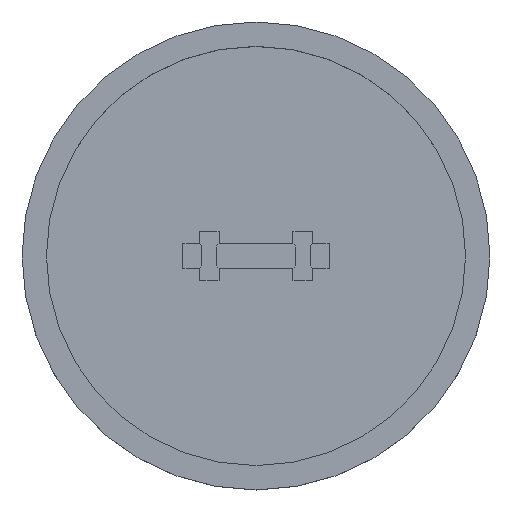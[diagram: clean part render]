
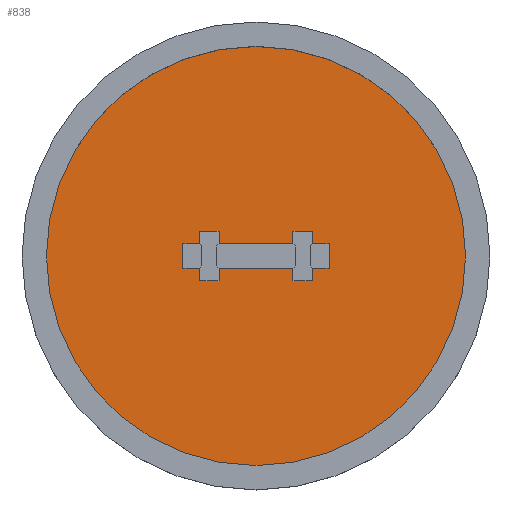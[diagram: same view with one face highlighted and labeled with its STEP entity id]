
A CAD part, top view. The second image highlights one B-rep face of the part: STEP entity #838.
In plain terms, the highlighted planar face has unit normal (0, 0, 1).
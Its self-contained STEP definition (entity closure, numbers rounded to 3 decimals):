
#15=FACE_BOUND('',#365,.T.);
#80=LINE('',#1263,#188);
#83=LINE('',#1268,#191);
#85=LINE('',#1272,#193);
#87=LINE('',#1276,#195);
#89=LINE('',#1280,#197);
#91=LINE('',#1284,#199);
#93=LINE('',#1288,#201);
#95=LINE('',#1292,#203);
#97=LINE('',#1296,#205);
#99=LINE('',#1300,#207);
#101=LINE('',#1304,#209);
#103=LINE('',#1308,#211);
#105=LINE('',#1312,#213);
#107=LINE('',#1316,#215);
#109=LINE('',#1320,#217);
#111=LINE('',#1324,#219);
#113=LINE('',#1328,#221);
#115=LINE('',#1332,#223);
#117=LINE('',#1336,#225);
#119=LINE('',#1340,#227);
#121=LINE('',#1344,#229);
#123=LINE('',#1347,#231);
#188=VECTOR('',#1024,10.);
#191=VECTOR('',#1029,10.);
#193=VECTOR('',#1033,10.);
#195=VECTOR('',#1037,10.);
#197=VECTOR('',#1041,10.);
#199=VECTOR('',#1045,10.);
#201=VECTOR('',#1049,10.);
#203=VECTOR('',#1053,10.);
#205=VECTOR('',#1057,10.);
#207=VECTOR('',#1061,10.);
#209=VECTOR('',#1065,10.);
#211=VECTOR('',#1069,10.);
#213=VECTOR('',#1073,10.);
#215=VECTOR('',#1077,10.);
#217=VECTOR('',#1081,10.);
#219=VECTOR('',#1085,10.);
#221=VECTOR('',#1089,10.);
#223=VECTOR('',#1093,10.);
#225=VECTOR('',#1097,10.);
#227=VECTOR('',#1101,10.);
#229=VECTOR('',#1105,10.);
#231=VECTOR('',#1109,10.);
#275=PLANE('',#902);
#319=FACE_OUTER_BOUND('',#364,.T.);
#364=EDGE_LOOP('',(#766));
#365=EDGE_LOOP('',(#767,#768,#769,#770,#771,#772,#773,#774,#775,#776,#777,
#778,#779,#780,#781,#782,#783,#784,#785,#786,#787,#788));
#374=CIRCLE('',#903,12.766);
#426=VERTEX_POINT('',#1261);
#427=VERTEX_POINT('',#1262);
#428=VERTEX_POINT('',#1267);
#429=VERTEX_POINT('',#1271);
#430=VERTEX_POINT('',#1275);
#431=VERTEX_POINT('',#1279);
#432=VERTEX_POINT('',#1283);
#433=VERTEX_POINT('',#1287);
#434=VERTEX_POINT('',#1291);
#435=VERTEX_POINT('',#1295);
#436=VERTEX_POINT('',#1299);
#437=VERTEX_POINT('',#1303);
#438=VERTEX_POINT('',#1307);
#439=VERTEX_POINT('',#1311);
#440=VERTEX_POINT('',#1315);
#441=VERTEX_POINT('',#1319);
#442=VERTEX_POINT('',#1323);
#443=VERTEX_POINT('',#1327);
#444=VERTEX_POINT('',#1331);
#445=VERTEX_POINT('',#1335);
#446=VERTEX_POINT('',#1339);
#447=VERTEX_POINT('',#1343);
#448=VERTEX_POINT('',#1349);
#518=EDGE_CURVE('',#426,#427,#80,.T.);
#521=EDGE_CURVE('',#428,#426,#83,.T.);
#523=EDGE_CURVE('',#429,#428,#85,.T.);
#525=EDGE_CURVE('',#430,#429,#87,.T.);
#527=EDGE_CURVE('',#431,#430,#89,.T.);
#529=EDGE_CURVE('',#432,#431,#91,.T.);
#531=EDGE_CURVE('',#433,#432,#93,.T.);
#533=EDGE_CURVE('',#434,#433,#95,.T.);
#535=EDGE_CURVE('',#435,#434,#97,.T.);
#537=EDGE_CURVE('',#436,#435,#99,.T.);
#539=EDGE_CURVE('',#437,#436,#101,.T.);
#541=EDGE_CURVE('',#438,#437,#103,.T.);
#543=EDGE_CURVE('',#439,#438,#105,.T.);
#545=EDGE_CURVE('',#440,#439,#107,.T.);
#547=EDGE_CURVE('',#441,#440,#109,.T.);
#549=EDGE_CURVE('',#442,#441,#111,.T.);
#551=EDGE_CURVE('',#443,#442,#113,.T.);
#553=EDGE_CURVE('',#444,#443,#115,.T.);
#555=EDGE_CURVE('',#445,#444,#117,.T.);
#557=EDGE_CURVE('',#446,#445,#119,.T.);
#559=EDGE_CURVE('',#447,#446,#121,.T.);
#561=EDGE_CURVE('',#427,#447,#123,.T.);
#562=EDGE_CURVE('',#448,#448,#374,.T.);
#766=ORIENTED_EDGE('',*,*,#562,.T.);
#767=ORIENTED_EDGE('',*,*,#561,.T.);
#768=ORIENTED_EDGE('',*,*,#559,.T.);
#769=ORIENTED_EDGE('',*,*,#557,.T.);
#770=ORIENTED_EDGE('',*,*,#555,.T.);
#771=ORIENTED_EDGE('',*,*,#553,.T.);
#772=ORIENTED_EDGE('',*,*,#551,.T.);
#773=ORIENTED_EDGE('',*,*,#549,.T.);
#774=ORIENTED_EDGE('',*,*,#547,.T.);
#775=ORIENTED_EDGE('',*,*,#545,.T.);
#776=ORIENTED_EDGE('',*,*,#543,.T.);
#777=ORIENTED_EDGE('',*,*,#541,.T.);
#778=ORIENTED_EDGE('',*,*,#539,.T.);
#779=ORIENTED_EDGE('',*,*,#537,.T.);
#780=ORIENTED_EDGE('',*,*,#535,.T.);
#781=ORIENTED_EDGE('',*,*,#533,.T.);
#782=ORIENTED_EDGE('',*,*,#531,.T.);
#783=ORIENTED_EDGE('',*,*,#529,.T.);
#784=ORIENTED_EDGE('',*,*,#527,.T.);
#785=ORIENTED_EDGE('',*,*,#525,.T.);
#786=ORIENTED_EDGE('',*,*,#523,.T.);
#787=ORIENTED_EDGE('',*,*,#521,.T.);
#788=ORIENTED_EDGE('',*,*,#518,.T.);
#838=ADVANCED_FACE('',(#319,#15),#275,.T.);
#902=AXIS2_PLACEMENT_3D('',#1348,#1110,#1111);
#903=AXIS2_PLACEMENT_3D('',#1350,#1112,#1113);
#1024=DIRECTION('',(1.,0.,0.));
#1029=DIRECTION('',(0.,1.,0.));
#1033=DIRECTION('',(-1.,0.,0.));
#1037=DIRECTION('',(0.,1.,0.));
#1041=DIRECTION('',(-1.,0.,0.));
#1045=DIRECTION('',(-1.,0.,0.));
#1049=DIRECTION('',(0.,-1.,0.));
#1053=DIRECTION('',(-1.,0.,0.));
#1057=DIRECTION('',(0.,1.,0.));
#1061=DIRECTION('',(-1.,0.,0.));
#1065=DIRECTION('',(-1.,0.,0.));
#1069=DIRECTION('',(0.,-1.,0.));
#1073=DIRECTION('',(-1.,0.,0.));
#1077=DIRECTION('',(0.,-1.,0.));
#1081=DIRECTION('',(1.,0.,0.));
#1085=DIRECTION('',(0.,-1.,0.));
#1089=DIRECTION('',(1.,0.,0.));
#1093=DIRECTION('',(0.,1.,0.));
#1097=DIRECTION('',(1.,0.,0.));
#1101=DIRECTION('',(0.,-1.,0.));
#1105=DIRECTION('',(1.,0.,0.));
#1109=DIRECTION('',(0.,1.,0.));
#1110=DIRECTION('center_axis',(0.,0.,1.));
#1111=DIRECTION('ref_axis',(1.,0.,0.));
#1112=DIRECTION('center_axis',(0.,0.,1.));
#1113=DIRECTION('ref_axis',(1.,0.,0.));
#1261=CARTESIAN_POINT('',(-4.45,0.75,1.));
#1262=CARTESIAN_POINT('',(-3.45,0.75,1.));
#1263=CARTESIAN_POINT('',(-1.725,0.75,1.));
#1267=CARTESIAN_POINT('',(-4.45,-0.75,1.));
#1268=CARTESIAN_POINT('',(-4.45,0.375,1.));
#1271=CARTESIAN_POINT('',(-3.45,-0.75,1.));
#1272=CARTESIAN_POINT('',(-2.225,-0.75,1.));
#1275=CARTESIAN_POINT('',(-3.45,-1.5,1.));
#1276=CARTESIAN_POINT('',(-3.45,-0.375,1.));
#1279=CARTESIAN_POINT('',(-2.85,-1.5,1.));
#1280=CARTESIAN_POINT('',(-1.725,-1.5,1.));
#1283=CARTESIAN_POINT('',(-2.25,-1.5,1.));
#1284=CARTESIAN_POINT('',(-1.425,-1.5,1.));
#1287=CARTESIAN_POINT('',(-2.25,-0.75,1.));
#1288=CARTESIAN_POINT('',(-2.25,-0.75,1.));
#1291=CARTESIAN_POINT('',(2.25,-0.75,1.));
#1292=CARTESIAN_POINT('',(-1.125,-0.75,1.));
#1295=CARTESIAN_POINT('',(2.25,-1.5,1.));
#1296=CARTESIAN_POINT('',(2.25,-0.375,1.));
#1299=CARTESIAN_POINT('',(2.85,-1.5,1.));
#1300=CARTESIAN_POINT('',(1.125,-1.5,1.));
#1303=CARTESIAN_POINT('',(3.45,-1.5,1.));
#1304=CARTESIAN_POINT('',(1.425,-1.5,1.));
#1307=CARTESIAN_POINT('',(3.45,-0.75,1.));
#1308=CARTESIAN_POINT('',(3.45,-0.75,1.));
#1311=CARTESIAN_POINT('',(4.45,-0.75,1.));
#1312=CARTESIAN_POINT('',(1.725,-0.75,1.));
#1315=CARTESIAN_POINT('',(4.45,0.75,1.));
#1316=CARTESIAN_POINT('',(4.45,-0.375,1.));
#1319=CARTESIAN_POINT('',(3.45,0.75,1.));
#1320=CARTESIAN_POINT('',(2.225,0.75,1.));
#1323=CARTESIAN_POINT('',(3.45,1.5,1.));
#1324=CARTESIAN_POINT('',(3.45,0.375,1.));
#1327=CARTESIAN_POINT('',(2.25,1.5,1.));
#1328=CARTESIAN_POINT('',(1.725,1.5,1.));
#1331=CARTESIAN_POINT('',(2.25,0.75,1.));
#1332=CARTESIAN_POINT('',(2.25,0.75,1.));
#1335=CARTESIAN_POINT('',(-2.25,0.75,1.));
#1336=CARTESIAN_POINT('',(1.125,0.75,1.));
#1339=CARTESIAN_POINT('',(-2.25,1.5,1.));
#1340=CARTESIAN_POINT('',(-2.25,0.375,1.));
#1343=CARTESIAN_POINT('',(-3.45,1.5,1.));
#1344=CARTESIAN_POINT('',(-1.125,1.5,1.));
#1347=CARTESIAN_POINT('',(-3.45,0.75,1.));
#1348=CARTESIAN_POINT('Origin',(0.,0.,1.));
#1349=CARTESIAN_POINT('',(-12.766,0.,1.));
#1350=CARTESIAN_POINT('Origin',(0.,0.,1.));
